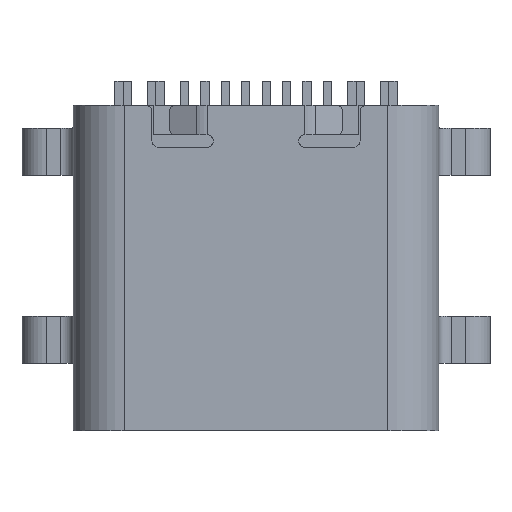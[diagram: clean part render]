
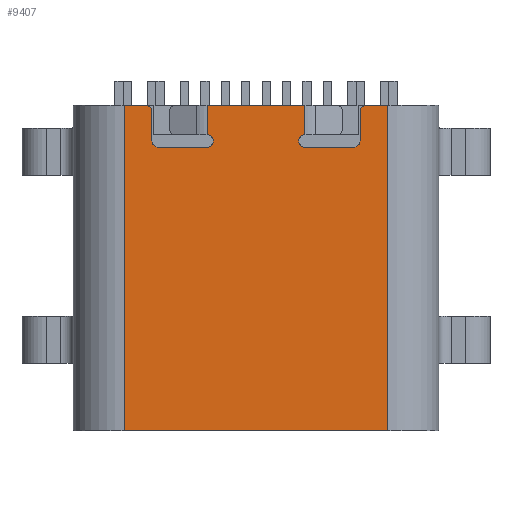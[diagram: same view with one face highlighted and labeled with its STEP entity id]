
A CAD part, top view. The second image highlights one B-rep face of the part: STEP entity #9407.
In plain terms, the highlighted planar face has unit normal (0, 0, 1).
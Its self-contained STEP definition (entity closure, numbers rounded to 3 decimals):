
#272=PLANE('',#9952);
#639=FACE_OUTER_BOUND('',#1155,.T.);
#1155=EDGE_LOOP('',(#6468,#6469,#6470,#6471,#6472,#6473,#6474,#6475,#6476,
#6477,#6478,#6479,#6480,#6481,#6482,#6483,#6484,#6485));
#1675=LINE('',#13388,#2796);
#1676=LINE('',#13392,#2797);
#1677=LINE('',#13396,#2798);
#1678=LINE('',#13398,#2799);
#1679=LINE('',#13400,#2800);
#1680=LINE('',#13404,#2801);
#1681=LINE('',#13408,#2802);
#1682=LINE('',#13412,#2803);
#1683=LINE('',#13414,#2804);
#1684=LINE('',#13416,#2805);
#1685=LINE('',#13418,#2806);
#1686=LINE('',#13419,#2807);
#2796=VECTOR('',#10730,10.);
#2797=VECTOR('',#10733,10.);
#2798=VECTOR('',#10736,10.);
#2799=VECTOR('',#10737,10.);
#2800=VECTOR('',#10738,10.);
#2801=VECTOR('',#10741,10.);
#2802=VECTOR('',#10744,10.);
#2803=VECTOR('',#10747,10.);
#2804=VECTOR('',#10748,10.);
#2805=VECTOR('',#10749,10.);
#2806=VECTOR('',#10750,10.);
#2807=VECTOR('',#10751,10.);
#3915=CIRCLE('',#9950,0.15);
#3917=CIRCLE('',#9953,0.15);
#3918=CIRCLE('',#9954,0.15);
#3919=CIRCLE('',#9955,0.15);
#3920=CIRCLE('',#9956,0.15);
#3921=CIRCLE('',#9957,0.15);
#4167=VERTEX_POINT('',#13378);
#4168=VERTEX_POINT('',#13379);
#4171=VERTEX_POINT('',#13387);
#4172=VERTEX_POINT('',#13389);
#4173=VERTEX_POINT('',#13391);
#4174=VERTEX_POINT('',#13393);
#4175=VERTEX_POINT('',#13395);
#4176=VERTEX_POINT('',#13397);
#4177=VERTEX_POINT('',#13399);
#4178=VERTEX_POINT('',#13401);
#4179=VERTEX_POINT('',#13403);
#4180=VERTEX_POINT('',#13405);
#4181=VERTEX_POINT('',#13407);
#4182=VERTEX_POINT('',#13409);
#4183=VERTEX_POINT('',#13411);
#4184=VERTEX_POINT('',#13413);
#4185=VERTEX_POINT('',#13415);
#4186=VERTEX_POINT('',#13417);
#5059=EDGE_CURVE('',#4167,#4168,#3915,.T.);
#5063=EDGE_CURVE('',#4167,#4171,#1675,.T.);
#5064=EDGE_CURVE('',#4172,#4171,#3917,.T.);
#5065=EDGE_CURVE('',#4172,#4173,#1676,.T.);
#5066=EDGE_CURVE('',#4174,#4173,#3918,.T.);
#5067=EDGE_CURVE('',#4174,#4175,#1677,.T.);
#5068=EDGE_CURVE('',#4176,#4175,#1678,.T.);
#5069=EDGE_CURVE('',#4176,#4177,#1679,.T.);
#5070=EDGE_CURVE('',#4178,#4177,#3919,.T.);
#5071=EDGE_CURVE('',#4178,#4179,#1680,.T.);
#5072=EDGE_CURVE('',#4180,#4179,#3920,.T.);
#5073=EDGE_CURVE('',#4180,#4181,#1681,.T.);
#5074=EDGE_CURVE('',#4182,#4181,#3921,.T.);
#5075=EDGE_CURVE('',#4183,#4182,#1682,.T.);
#5076=EDGE_CURVE('',#4184,#4183,#1683,.T.);
#5077=EDGE_CURVE('',#4184,#4185,#1684,.T.);
#5078=EDGE_CURVE('',#4185,#4186,#1685,.T.);
#5079=EDGE_CURVE('',#4168,#4186,#1686,.T.);
#6468=ORIENTED_EDGE('',*,*,#5059,.F.);
#6469=ORIENTED_EDGE('',*,*,#5063,.T.);
#6470=ORIENTED_EDGE('',*,*,#5064,.F.);
#6471=ORIENTED_EDGE('',*,*,#5065,.T.);
#6472=ORIENTED_EDGE('',*,*,#5066,.F.);
#6473=ORIENTED_EDGE('',*,*,#5067,.T.);
#6474=ORIENTED_EDGE('',*,*,#5068,.F.);
#6475=ORIENTED_EDGE('',*,*,#5069,.T.);
#6476=ORIENTED_EDGE('',*,*,#5070,.F.);
#6477=ORIENTED_EDGE('',*,*,#5071,.T.);
#6478=ORIENTED_EDGE('',*,*,#5072,.F.);
#6479=ORIENTED_EDGE('',*,*,#5073,.T.);
#6480=ORIENTED_EDGE('',*,*,#5074,.F.);
#6481=ORIENTED_EDGE('',*,*,#5075,.F.);
#6482=ORIENTED_EDGE('',*,*,#5076,.F.);
#6483=ORIENTED_EDGE('',*,*,#5077,.T.);
#6484=ORIENTED_EDGE('',*,*,#5078,.T.);
#6485=ORIENTED_EDGE('',*,*,#5079,.F.);
#9407=ADVANCED_FACE('',(#639),#272,.T.);
#9950=AXIS2_PLACEMENT_3D('',#13380,#10722,#10723);
#9952=AXIS2_PLACEMENT_3D('',#13386,#10728,#10729);
#9953=AXIS2_PLACEMENT_3D('',#13390,#10731,#10732);
#9954=AXIS2_PLACEMENT_3D('',#13394,#10734,#10735);
#9955=AXIS2_PLACEMENT_3D('',#13402,#10739,#10740);
#9956=AXIS2_PLACEMENT_3D('',#13406,#10742,#10743);
#9957=AXIS2_PLACEMENT_3D('',#13410,#10745,#10746);
#10722=DIRECTION('center_axis',(0.,0.,-1.));
#10723=DIRECTION('ref_axis',(-0.707,0.707,0.));
#10728=DIRECTION('center_axis',(0.,0.,1.));
#10729=DIRECTION('ref_axis',(1.,0.,0.));
#10730=DIRECTION('',(0.,-1.,0.));
#10731=DIRECTION('center_axis',(0.,0.,1.));
#10732=DIRECTION('ref_axis',(0.707,-0.707,0.));
#10733=DIRECTION('',(-1.,0.,0.));
#10734=DIRECTION('center_axis',(0.,0.,1.));
#10735=DIRECTION('ref_axis',(-0.707,0.707,0.));
#10736=DIRECTION('',(0.,1.,0.));
#10737=DIRECTION('',(1.,0.,0.));
#10738=DIRECTION('',(0.,-1.,0.));
#10739=DIRECTION('center_axis',(0.,0.,1.));
#10740=DIRECTION('ref_axis',(0.707,-0.707,0.));
#10741=DIRECTION('',(-1.,0.,0.));
#10742=DIRECTION('center_axis',(0.,0.,1.));
#10743=DIRECTION('ref_axis',(-0.707,-0.707,0.));
#10744=DIRECTION('',(0.,1.,0.));
#10745=DIRECTION('center_axis',(0.,0.,-1.));
#10746=DIRECTION('ref_axis',(0.707,0.707,0.));
#10747=DIRECTION('',(1.,0.,0.));
#10748=DIRECTION('',(0.,1.,0.));
#10749=DIRECTION('',(1.,0.,0.));
#10750=DIRECTION('',(0.,1.,0.));
#10751=DIRECTION('',(1.,0.,0.));
#13378=CARTESIAN_POINT('',(2.546,7.33,2.06));
#13379=CARTESIAN_POINT('',(2.696,7.48,2.06));
#13380=CARTESIAN_POINT('Origin',(2.696,7.33,2.06));
#13386=CARTESIAN_POINT('Origin',(-3.224,-0.48,2.06));
#13387=CARTESIAN_POINT('',(2.546,6.61,2.06));
#13388=CARTESIAN_POINT('',(2.546,3.5,2.06));
#13389=CARTESIAN_POINT('',(2.396,6.46,2.06));
#13390=CARTESIAN_POINT('Origin',(2.396,6.61,2.06));
#13391=CARTESIAN_POINT('',(1.196,6.46,2.06));
#13392=CARTESIAN_POINT('',(-1.089,6.46,2.06));
#13393=CARTESIAN_POINT('',(1.196,6.76,2.06));
#13394=CARTESIAN_POINT('Origin',(1.196,6.61,2.06));
#13395=CARTESIAN_POINT('',(1.196,7.48,2.06));
#13396=CARTESIAN_POINT('',(1.196,2.99,2.06));
#13397=CARTESIAN_POINT('',(-1.196,7.48,2.06));
#13398=CARTESIAN_POINT('',(-3.224,7.48,2.06));
#13399=CARTESIAN_POINT('',(-1.196,6.76,2.06));
#13400=CARTESIAN_POINT('',(-1.196,3.5,2.06));
#13401=CARTESIAN_POINT('',(-1.196,6.46,2.06));
#13402=CARTESIAN_POINT('Origin',(-1.196,6.61,2.06));
#13403=CARTESIAN_POINT('',(-2.396,6.46,2.06));
#13404=CARTESIAN_POINT('',(-2.21,6.46,2.06));
#13405=CARTESIAN_POINT('',(-2.546,6.61,2.06));
#13406=CARTESIAN_POINT('Origin',(-2.396,6.61,2.06));
#13407=CARTESIAN_POINT('',(-2.546,7.33,2.06));
#13408=CARTESIAN_POINT('',(-2.546,2.99,2.06));
#13409=CARTESIAN_POINT('',(-2.696,7.48,2.06));
#13410=CARTESIAN_POINT('Origin',(-2.696,7.33,2.06));
#13411=CARTESIAN_POINT('',(-3.224,7.48,2.06));
#13412=CARTESIAN_POINT('',(-3.224,7.48,2.06));
#13413=CARTESIAN_POINT('',(-3.224,-0.48,2.06));
#13414=CARTESIAN_POINT('',(-3.224,-0.48,2.06));
#13415=CARTESIAN_POINT('',(3.224,-0.48,2.06));
#13416=CARTESIAN_POINT('',(-3.224,-0.48,2.06));
#13417=CARTESIAN_POINT('',(3.224,7.48,2.06));
#13418=CARTESIAN_POINT('',(3.224,-0.48,2.06));
#13419=CARTESIAN_POINT('',(-3.224,7.48,2.06));
